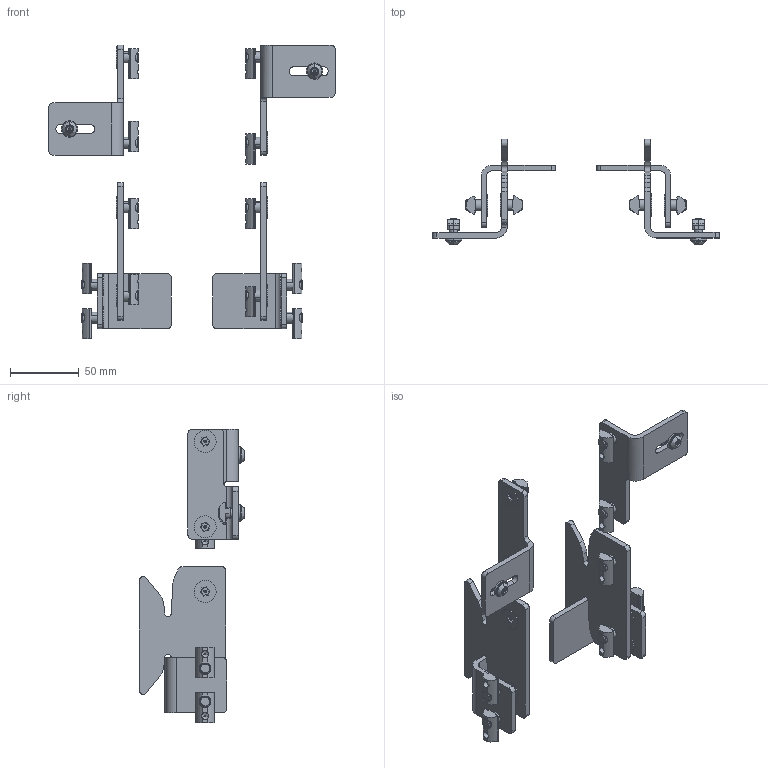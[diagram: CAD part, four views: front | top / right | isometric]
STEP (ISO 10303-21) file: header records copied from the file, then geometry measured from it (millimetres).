
FILE_DESCRIPTION (( 'STEP AP214' ), '1' );
FILE_NAME ('7930005', '2019-01-30T09:43:26', ( '' ), ('JUGARD+KÜNSTNER GmbH'), 'SwSTEP 2.0', 'SolidWorks 2017', '' );
FILE_SCHEMA (( 'AUTOMOTIVE_DESIGN' ));
Length unit declared in the file: millimetre
Products named in the file (10): 7930005; Part16; Part17; Part14; Part15; 093WH400808R01_093WH400808R01; Part1; Part38; Part34; Part20
Assembly tree (34 placements, depth 3):
  7930005
    093WH400808R01_093WH400808R01  x2
      Part16
      Part17
      Part14
      Part15
    Part1  x2
    Part38  x2
    Part34  x12
    Part20  x12
Bounding box: 208 x 76.9 x 213.5 mm (x, y, z)
Volume: 128545.8 mm3; surface area: 85473.3 mm2
Topology: 36 solids, 36 shells, 1302 faces, 3296 edges, 2090 vertices
Faces by surface type: plane 644, cylinder 482, cone 132, bspline 44
Entity records: 10356 total; most frequent: CARTESIAN_POINT 2610, ORIENTED_EDGE 1538, DIRECTION 1534, EDGE_CURVE 769, AXIS2_PLACEMENT_3D 557, VERTEX_POINT 495, LINE 420, VECTOR 420
